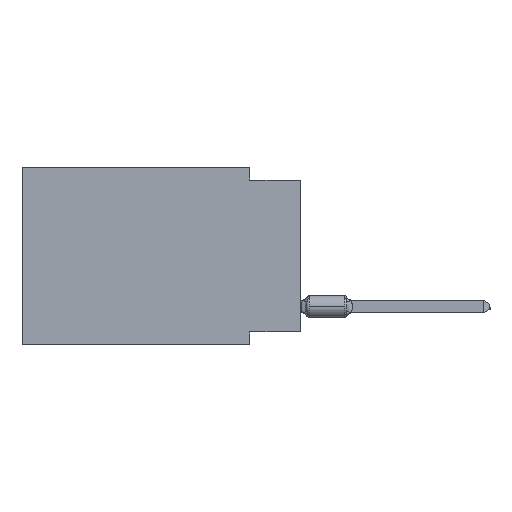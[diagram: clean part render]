
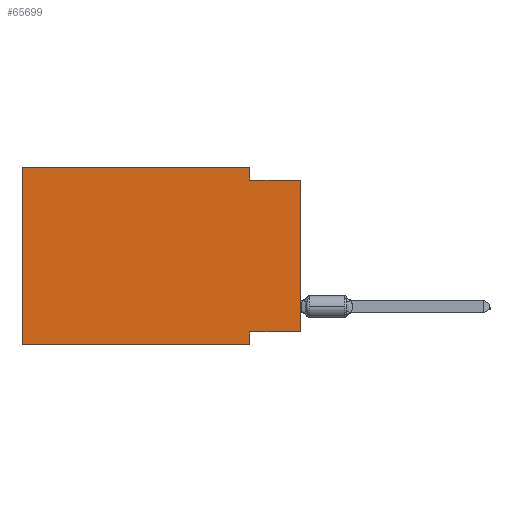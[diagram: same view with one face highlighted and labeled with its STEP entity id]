
A CAD part, left-side view. The second image highlights one B-rep face of the part: STEP entity #65699.
In plain terms, the highlighted planar face has unit normal (-1, 0, 0).
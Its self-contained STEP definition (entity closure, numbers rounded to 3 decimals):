
#537 = CARTESIAN_POINT ( 'NONE',  ( 0., 2.54, 0. ) ) ;
#2923 = LINE ( 'NONE', #7173, #12244 ) ;
#3981 = EDGE_CURVE ( 'NONE', #30763, #26593, #20674, .T. ) ;
#6901 = VERTEX_POINT ( 'NONE', #47738 ) ;
#7173 = CARTESIAN_POINT ( 'NONE',  ( 0., 0., -8.255 ) ) ;
#7522 = CARTESIAN_POINT ( 'NONE',  ( 0., 0., 0. ) ) ;
#7687 = VERTEX_POINT ( 'NONE', #537 ) ;
#10743 = VERTEX_POINT ( 'NONE', #17082 ) ;
#11354 = VERTEX_POINT ( 'NONE', #40258 ) ;
#12244 = VECTOR ( 'NONE', #60957, 1000. ) ;
#14039 = DIRECTION ( 'NONE',  ( 0., -1., 0. ) ) ;
#16142 = DIRECTION ( 'NONE',  ( 0., -1., 0. ) ) ;
#17082 = CARTESIAN_POINT ( 'NONE',  ( 0., 0., -0.635 ) ) ;
#17637 = DIRECTION ( 'NONE',  ( 0., 0., 1. ) ) ;
#19962 = LINE ( 'NONE', #57702, #29027 ) ;
#20674 = LINE ( 'NONE', #21007, #29584 ) ;
#21007 = CARTESIAN_POINT ( 'NONE',  ( 0., 13.97, -8.89 ) ) ;
#26593 = VERTEX_POINT ( 'NONE', #58803 ) ;
#27806 = ORIENTED_EDGE ( 'NONE', *, *, #39821, .F. ) ;
#28256 = VERTEX_POINT ( 'NONE', #61565 ) ;
#28457 = CARTESIAN_POINT ( 'NONE',  ( 0., 13.97, 0. ) ) ;
#28831 = DIRECTION ( 'NONE',  ( 0., 0., 1. ) ) ;
#29027 = VECTOR ( 'NONE', #14039, 1000. ) ;
#29584 = VECTOR ( 'NONE', #16142, 1000. ) ;
#29704 = ORIENTED_EDGE ( 'NONE', *, *, #44584, .F. ) ;
#30120 = VECTOR ( 'NONE', #60545, 1000. ) ;
#30233 = EDGE_CURVE ( 'NONE', #28256, #7687, #40680, .T. ) ;
#30492 = LINE ( 'NONE', #63317, #30870 ) ;
#30763 = VERTEX_POINT ( 'NONE', #51779 ) ;
#30870 = VECTOR ( 'NONE', #67573, 1000. ) ;
#32153 = AXIS2_PLACEMENT_3D ( 'NONE', #48435, #58597, #37618 ) ;
#33978 = CARTESIAN_POINT ( 'NONE',  ( 0., 2.54, 0. ) ) ;
#34929 = EDGE_CURVE ( 'NONE', #7687, #11354, #66142, .T. ) ;
#35045 = EDGE_CURVE ( 'NONE', #11354, #10743, #19962, .T. ) ;
#36201 = CARTESIAN_POINT ( 'NONE',  ( 0., 2.54, -8.255 ) ) ;
#37271 = ORIENTED_EDGE ( 'NONE', *, *, #64505, .F. ) ;
#37618 = DIRECTION ( 'NONE',  ( 0., 0., -1. ) ) ;
#39821 = EDGE_CURVE ( 'NONE', #30763, #28256, #65516, .T. ) ;
#40258 = CARTESIAN_POINT ( 'NONE',  ( 0., 2.54, -0.635 ) ) ;
#40680 = LINE ( 'NONE', #62006, #51113 ) ;
#41720 = ORIENTED_EDGE ( 'NONE', *, *, #35045, .F. ) ;
#43528 = FACE_OUTER_BOUND ( 'NONE', #67618, .T. ) ;
#44584 = EDGE_CURVE ( 'NONE', #6901, #45674, #2923, .T. ) ;
#44727 = VECTOR ( 'NONE', #28831, 1000. ) ;
#45010 = ORIENTED_EDGE ( 'NONE', *, *, #3981, .T. ) ;
#45352 = ORIENTED_EDGE ( 'NONE', *, *, #53137, .T. ) ;
#45674 = VERTEX_POINT ( 'NONE', #36201 ) ;
#47738 = CARTESIAN_POINT ( 'NONE',  ( 0., 0., -8.255 ) ) ;
#48435 = CARTESIAN_POINT ( 'NONE',  ( 0., 13.97, 0. ) ) ;
#51113 = VECTOR ( 'NONE', #56760, 1000. ) ;
#51779 = CARTESIAN_POINT ( 'NONE',  ( 0., 13.97, -8.89 ) ) ;
#53137 = EDGE_CURVE ( 'NONE', #6901, #10743, #55380, .T. ) ;
#54383 = PLANE ( 'NONE',  #32153 ) ;
#55380 = LINE ( 'NONE', #7522, #44727 ) ;
#56760 = DIRECTION ( 'NONE',  ( 0., -1., 0. ) ) ;
#57702 = CARTESIAN_POINT ( 'NONE',  ( 0., 0., -0.635 ) ) ;
#57862 = ORIENTED_EDGE ( 'NONE', *, *, #34929, .F. ) ;
#58597 = DIRECTION ( 'NONE',  ( 1., 0., 0. ) ) ;
#58803 = CARTESIAN_POINT ( 'NONE',  ( 0., 2.54, -8.89 ) ) ;
#60545 = DIRECTION ( 'NONE',  ( 0., 0., -1. ) ) ;
#60957 = DIRECTION ( 'NONE',  ( 0., 1., 0. ) ) ;
#61513 = VECTOR ( 'NONE', #17637, 1000. ) ;
#61565 = CARTESIAN_POINT ( 'NONE',  ( 0., 13.97, 0. ) ) ;
#62006 = CARTESIAN_POINT ( 'NONE',  ( 0., 13.97, 0. ) ) ;
#63317 = CARTESIAN_POINT ( 'NONE',  ( 0., 2.54, -8.89 ) ) ;
#64505 = EDGE_CURVE ( 'NONE', #45674, #26593, #30492, .T. ) ;
#65516 = LINE ( 'NONE', #28457, #61513 ) ;
#65684 = ORIENTED_EDGE ( 'NONE', *, *, #30233, .F. ) ;
#65699 = ADVANCED_FACE ( 'NONE', ( #43528 ), #54383, .F. ) ;
#66142 = LINE ( 'NONE', #33978, #30120 ) ;
#67573 = DIRECTION ( 'NONE',  ( 0., 0., -1. ) ) ;
#67618 = EDGE_LOOP ( 'NONE', ( #45352, #41720, #57862, #65684, #27806, #45010, #37271, #29704 ) ) ;
